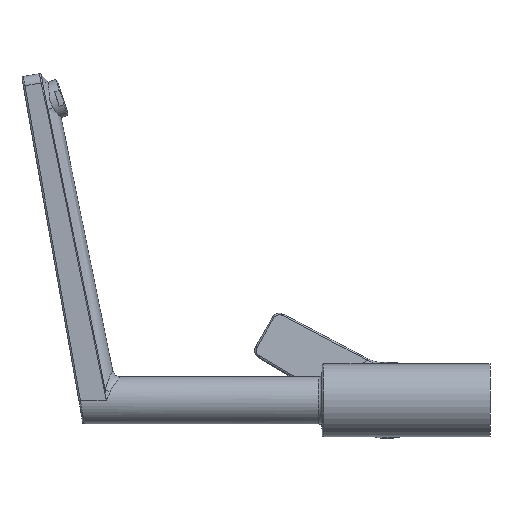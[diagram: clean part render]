
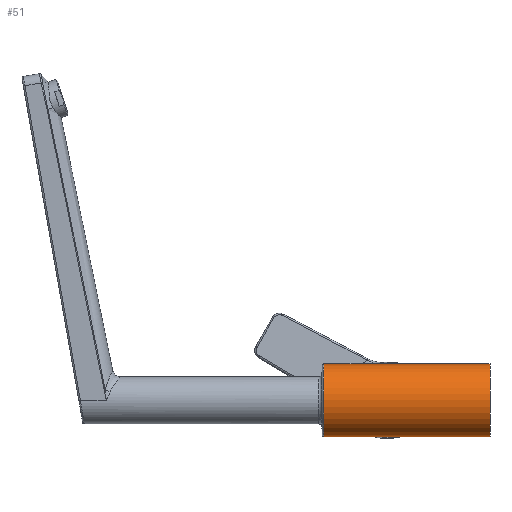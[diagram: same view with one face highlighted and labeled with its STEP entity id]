
A CAD part, left-side view. The second image highlights one B-rep face of the part: STEP entity #51.
In plain terms, the highlighted cylindrical face has radius 23.25 mm (diameter 46.5 mm), a partial arc.
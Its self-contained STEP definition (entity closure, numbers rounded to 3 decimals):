
#51 = ADVANCED_FACE ( 'NONE', ( #9446 ), #2029, .T. ) ;
#158 = CARTESIAN_POINT ( 'NONE',  ( 0., 0., 23.25 ) ) ;
#252 = CARTESIAN_POINT ( 'NONE',  ( 0., 106.15, 0. ) ) ;
#395 = CARTESIAN_POINT ( 'NONE',  ( -0.361, 56.891, -23.247 ) ) ;
#433 = CARTESIAN_POINT ( 'NONE',  ( 0., 190.15, 23.25 ) ) ;
#823 = CIRCLE ( 'NONE', #2906, 23.25 ) ;
#845 = ORIENTED_EDGE ( 'NONE', *, *, #4215, .F. ) ;
#1079 = VECTOR ( 'NONE', #2793, 1000. ) ;
#1144 = VERTEX_POINT ( 'NONE', #5091 ) ;
#1270 = CARTESIAN_POINT ( 'NONE',  ( -0.368, 56.068, -23.247 ) ) ;
#1554 = LINE ( 'NONE', #5547, #7818 ) ;
#1728 = CARTESIAN_POINT ( 'NONE',  ( -0.367, 56.884, 23.247 ) ) ;
#2029 = CYLINDRICAL_SURFACE ( 'NONE', #5166, 23.25 ) ;
#2485 = CARTESIAN_POINT ( 'NONE',  ( -0.213, 58.556, 23.249 ) ) ;
#2502 = ORIENTED_EDGE ( 'NONE', *, *, #6769, .T. ) ;
#2539 = ORIENTED_EDGE ( 'NONE', *, *, #4806, .T. ) ;
#2687 = EDGE_CURVE ( 'NONE', #4408, #3488, #2746, .T. ) ;
#2746 = B_SPLINE_CURVE_WITH_KNOTS ( 'NONE', 3,
 ( #4543, #6171, #5262, #7679, #3755, #8639, #6924, #395, #2892, #1270, #2827, #8539, #9472, #9369, #4437, #6138 ),
 .UNSPECIFIED., .F., .F.,
 ( 4, 2, 2, 2, 2, 2, 2, 4 ),
 ( 0.298, 0.333, 0.369, 0.404, 0.44, 0.475, 0.511, 0.582 ),
 .UNSPECIFIED. ) ;
#2793 = DIRECTION ( 'NONE',  ( 0., -1., 0. ) ) ;
#2827 = CARTESIAN_POINT ( 'NONE',  ( -0.361, 55.794, -23.247 ) ) ;
#2892 = CARTESIAN_POINT ( 'NONE',  ( -0.369, 56.613, -23.247 ) ) ;
#2906 = AXIS2_PLACEMENT_3D ( 'NONE', #252, #3529, #10067 ) ;
#3029 = CARTESIAN_POINT ( 'NONE',  ( 0., 106.15, 23.25 ) ) ;
#3282 = CARTESIAN_POINT ( 'NONE',  ( -0.336, 57.443, 23.248 ) ) ;
#3317 = CARTESIAN_POINT ( 'NONE',  ( -0.241, 54.111, 23.25 ) ) ;
#3329 = EDGE_LOOP ( 'NONE', ( #845, #9716, #8510, #6585, #2502, #2539, #10176, #8034 ) ) ;
#3347 = CARTESIAN_POINT ( 'NONE',  ( 0., 59.645, 23.25 ) ) ;
#3488 = VERTEX_POINT ( 'NONE', #9840 ) ;
#3529 = DIRECTION ( 'NONE',  ( 0., -1., 0. ) ) ;
#3755 = CARTESIAN_POINT ( 'NONE',  ( -0.244, 58.291, -23.249 ) ) ;
#3821 = DIRECTION ( 'NONE',  ( 0., -1., 0. ) ) ;
#4138 = DIRECTION ( 'NONE',  ( 0., 0., -1. ) ) ;
#4215 = EDGE_CURVE ( 'NONE', #8773, #8390, #9102, .T. ) ;
#4408 = VERTEX_POINT ( 'NONE', #8278 ) ;
#4437 = CARTESIAN_POINT ( 'NONE',  ( -0.122, 53.587, -23.25 ) ) ;
#4511 = EDGE_CURVE ( 'NONE', #6389, #8390, #10219, .T. ) ;
#4543 = CARTESIAN_POINT ( 'NONE',  ( 0., 59.653, -23.25 ) ) ;
#4734 = CARTESIAN_POINT ( 'NONE',  ( 0., 190.15, -23.25 ) ) ;
#4806 = EDGE_CURVE ( 'NONE', #1144, #8963, #6920, .T. ) ;
#4942 = EDGE_CURVE ( 'NONE', #6389, #8963, #1554, .T. ) ;
#5091 = CARTESIAN_POINT ( 'NONE',  ( 0., 0., -23.25 ) ) ;
#5166 = AXIS2_PLACEMENT_3D ( 'NONE', #6456, #9755, #4138 ) ;
#5262 = CARTESIAN_POINT ( 'NONE',  ( -0.114, 59.114, -23.25 ) ) ;
#5350 = CARTESIAN_POINT ( 'NONE',  ( 0., 106.15, -23.25 ) ) ;
#5396 = DIRECTION ( 'NONE',  ( 0., -1., 0. ) ) ;
#5534 = CARTESIAN_POINT ( 'NONE',  ( 0., 190.15, -23.25 ) ) ;
#5547 = CARTESIAN_POINT ( 'NONE',  ( 0., 190.15, 23.25 ) ) ;
#5721 = VERTEX_POINT ( 'NONE', #5350 ) ;
#6138 = CARTESIAN_POINT ( 'NONE',  ( 0., 53.046, -23.25 ) ) ;
#6171 = CARTESIAN_POINT ( 'NONE',  ( -0.061, 59.382, -23.25 ) ) ;
#6389 = VERTEX_POINT ( 'NONE', #7156 ) ;
#6415 = VECTOR ( 'NONE', #5396, 1000. ) ;
#6456 = CARTESIAN_POINT ( 'NONE',  ( 0., 190.15, 0. ) ) ;
#6463 = EDGE_CURVE ( 'NONE', #5721, #4408, #8015, .T. ) ;
#6585 = ORIENTED_EDGE ( 'NONE', *, *, #2687, .T. ) ;
#6769 = EDGE_CURVE ( 'NONE', #3488, #1144, #10182, .T. ) ;
#6920 = CIRCLE ( 'NONE', #7004, 23.25 ) ;
#6924 = CARTESIAN_POINT ( 'NONE',  ( -0.33, 57.447, -23.248 ) ) ;
#7004 = AXIS2_PLACEMENT_3D ( 'NONE', #10545, #7966, #7225 ) ;
#7156 = CARTESIAN_POINT ( 'NONE',  ( 0., 53.04, 23.25 ) ) ;
#7225 = DIRECTION ( 'NONE',  ( 0., 0., -1. ) ) ;
#7679 = CARTESIAN_POINT ( 'NONE',  ( -0.205, 58.568, -23.249 ) ) ;
#7818 = VECTOR ( 'NONE', #8081, 1000. ) ;
#7966 = DIRECTION ( 'NONE',  ( 0., 1., 0. ) ) ;
#8015 = LINE ( 'NONE', #4734, #1079 ) ;
#8034 = ORIENTED_EDGE ( 'NONE', *, *, #4511, .T. ) ;
#8081 = DIRECTION ( 'NONE',  ( 0., -1., 0. ) ) ;
#8240 = CARTESIAN_POINT ( 'NONE',  ( 0., 53.04, 23.25 ) ) ;
#8278 = CARTESIAN_POINT ( 'NONE',  ( 0., 59.653, -23.25 ) ) ;
#8390 = VERTEX_POINT ( 'NONE', #8614 ) ;
#8510 = ORIENTED_EDGE ( 'NONE', *, *, #6463, .T. ) ;
#8539 = CARTESIAN_POINT ( 'NONE',  ( -0.329, 55.241, -23.248 ) ) ;
#8614 = CARTESIAN_POINT ( 'NONE',  ( 0., 59.645, 23.25 ) ) ;
#8639 = CARTESIAN_POINT ( 'NONE',  ( -0.306, 57.727, -23.248 ) ) ;
#8773 = VERTEX_POINT ( 'NONE', #3029 ) ;
#8963 = VERTEX_POINT ( 'NONE', #158 ) ;
#9040 = CARTESIAN_POINT ( 'NONE',  ( -0.121, 59.105, 23.25 ) ) ;
#9102 = LINE ( 'NONE', #433, #6415 ) ;
#9369 = CARTESIAN_POINT ( 'NONE',  ( -0.214, 54.133, -23.249 ) ) ;
#9446 = FACE_OUTER_BOUND ( 'NONE', #3329, .T. ) ;
#9472 = CARTESIAN_POINT ( 'NONE',  ( -0.306, 54.961, -23.248 ) ) ;
#9716 = ORIENTED_EDGE ( 'NONE', *, *, #10267, .T. ) ;
#9755 = DIRECTION ( 'NONE',  ( 0., -1., 0. ) ) ;
#9792 = CARTESIAN_POINT ( 'NONE',  ( -0.367, 55.219, 23.247 ) ) ;
#9840 = CARTESIAN_POINT ( 'NONE',  ( 0., 53.046, -23.25 ) ) ;
#10067 = DIRECTION ( 'NONE',  ( 0., 0., 1. ) ) ;
#10176 = ORIENTED_EDGE ( 'NONE', *, *, #4942, .F. ) ;
#10182 = LINE ( 'NONE', #5534, #10575 ) ;
#10219 = B_SPLINE_CURVE_WITH_KNOTS ( 'NONE', 3,
 ( #8240, #3317, #9792, #1728, #3282, #2485, #9040, #3347 ),
 .UNSPECIFIED., .F., .F.,
 ( 4, 2, 2, 4 ),
 ( 0.418, 0.56, 0.631, 0.701 ),
 .UNSPECIFIED. ) ;
#10267 = EDGE_CURVE ( 'NONE', #8773, #5721, #823, .T. ) ;
#10545 = CARTESIAN_POINT ( 'NONE',  ( 0., 0., 0. ) ) ;
#10575 = VECTOR ( 'NONE', #3821, 1000. ) ;
